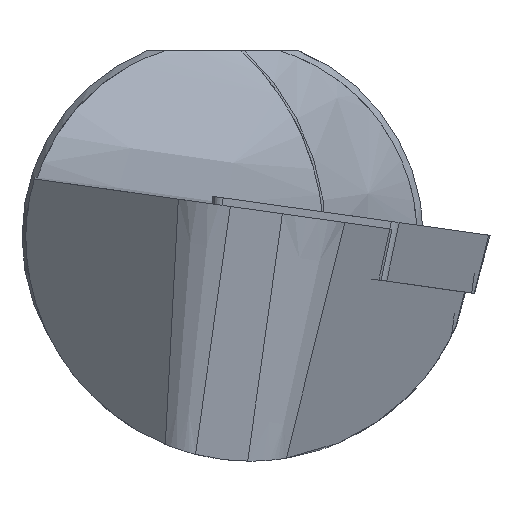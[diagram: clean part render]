
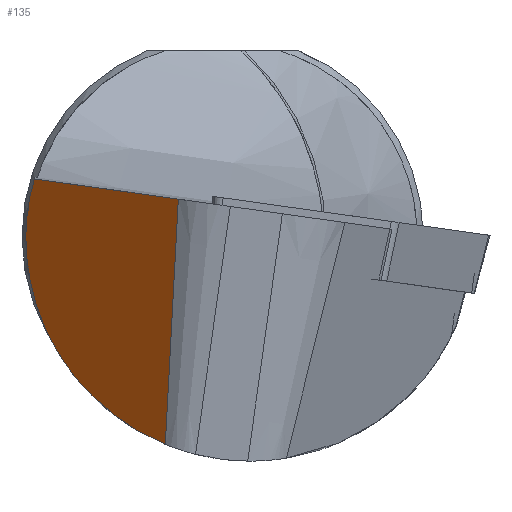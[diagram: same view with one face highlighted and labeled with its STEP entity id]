
A CAD part, left-side view. The second image highlights one B-rep face of the part: STEP entity #135.
In plain terms, the highlighted planar face has unit normal (-0.702, 0.712, -0.023).
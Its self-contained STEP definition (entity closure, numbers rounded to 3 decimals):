
#135=ADVANCED_FACE('',(#195),#171,.T.);
#171=PLANE('',#783);
#195=FACE_OUTER_BOUND('',#235,.T.);
#235=EDGE_LOOP('',(#326,#327,#328,#329));
#272=ELLIPSE('',#781,11.185,7.85);
#273=ELLIPSE('',#782,12.752,8.95);
#326=ORIENTED_EDGE('',*,*,#602,.T.);
#327=ORIENTED_EDGE('',*,*,#603,.T.);
#328=ORIENTED_EDGE('',*,*,#604,.T.);
#329=ORIENTED_EDGE('',*,*,#605,.F.);
#523=VERTEX_POINT('',#1903);
#524=VERTEX_POINT('',#1904);
#525=VERTEX_POINT('',#1906);
#526=VERTEX_POINT('',#1908);
#602=EDGE_CURVE('',#523,#524,#682,.T.);
#603=EDGE_CURVE('',#524,#525,#272,.T.);
#604=EDGE_CURVE('',#525,#526,#273,.T.);
#605=EDGE_CURVE('',#523,#526,#683,.T.);
#682=LINE('',#1902,#727);
#683=LINE('',#1909,#728);
#727=VECTOR('',#884,1.);
#728=VECTOR('',#889,1.);
#781=AXIS2_PLACEMENT_3D('',#1905,#885,#886);
#782=AXIS2_PLACEMENT_3D('',#1907,#887,#888);
#783=AXIS2_PLACEMENT_3D('',#1910,#890,#891);
#884=DIRECTION('',(0.707,0.7,0.098));
#885=DIRECTION('',(-0.702,0.712,-0.023));
#886=DIRECTION('',(0.712,0.701,-0.023));
#887=DIRECTION('',(-0.702,0.712,-0.023));
#888=DIRECTION('',(0.712,0.701,-0.023));
#889=DIRECTION('',(0.086,0.053,-0.995));
#890=DIRECTION('',(-0.702,0.712,-0.023));
#891=DIRECTION('',(-0.712,-0.702,0.));
#1902=CARTESIAN_POINT('',(-0.527,0.351,1.292));
#1903=CARTESIAN_POINT('',(0.905,1.769,1.492));
#1904=CARTESIAN_POINT('',(6.698,7.506,2.298));
#1905=CARTESIAN_POINT('',(-0.841,0.,0.));
#1906=CARTESIAN_POINT('',(7.122,7.85,0.));
#1907=CARTESIAN_POINT('',(-1.957,-1.1,0.));
#1908=CARTESIAN_POINT('',(1.751,2.288,-8.284));
#1909=CARTESIAN_POINT('',(0.879,1.753,1.792));
#1910=CARTESIAN_POINT('',(1.912,2.777,1.936));
